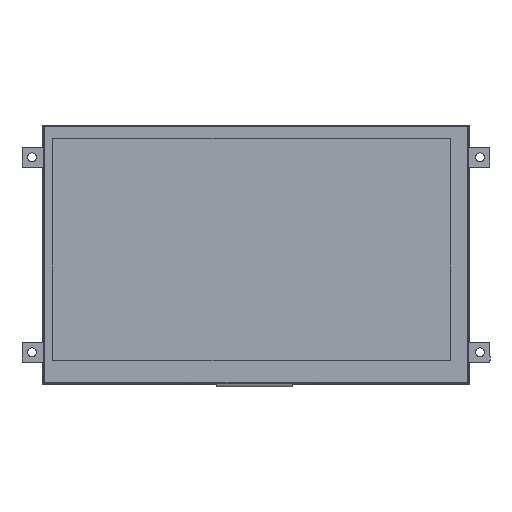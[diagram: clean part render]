
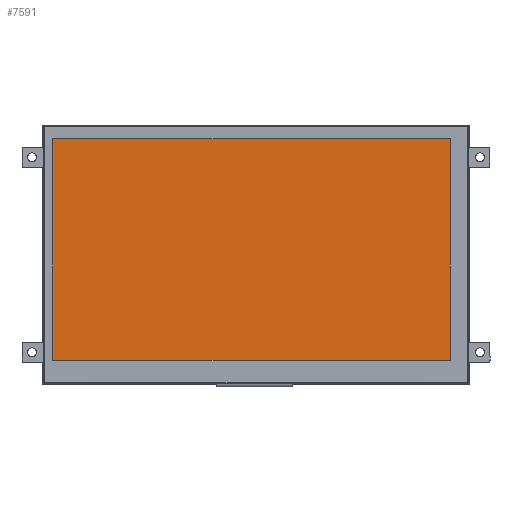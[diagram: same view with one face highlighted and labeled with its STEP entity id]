
A CAD part, top view. The second image highlights one B-rep face of the part: STEP entity #7591.
In plain terms, the highlighted planar face has unit normal (0, 0, 1).
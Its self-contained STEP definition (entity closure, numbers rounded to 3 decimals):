
#229=PLANE('',#8265);
#590=FACE_OUTER_BOUND('',#991,.T.);
#991=EDGE_LOOP('',(#6123,#6124,#6125,#6126));
#1563=LINE('',#11632,#2491);
#1567=LINE('',#11639,#2495);
#1570=LINE('',#11645,#2498);
#1572=LINE('',#11648,#2500);
#2491=VECTOR('',#9535,10.);
#2495=VECTOR('',#9541,10.);
#2498=VECTOR('',#9546,10.);
#2500=VECTOR('',#9550,10.);
#3573=VERTEX_POINT('',#11629);
#3574=VERTEX_POINT('',#11631);
#3576=VERTEX_POINT('',#11637);
#3578=VERTEX_POINT('',#11643);
#4483=EDGE_CURVE('',#3573,#3574,#1563,.T.);
#4487=EDGE_CURVE('',#3576,#3573,#1567,.T.);
#4490=EDGE_CURVE('',#3578,#3576,#1570,.T.);
#4492=EDGE_CURVE('',#3574,#3578,#1572,.T.);
#6123=ORIENTED_EDGE('',*,*,#4492,.F.);
#6124=ORIENTED_EDGE('',*,*,#4483,.F.);
#6125=ORIENTED_EDGE('',*,*,#4487,.F.);
#6126=ORIENTED_EDGE('',*,*,#4490,.F.);
#7591=ADVANCED_FACE('',(#590),#229,.F.);
#8265=AXIS2_PLACEMENT_3D('',#11649,#9551,#9552);
#9535=DIRECTION('',(0.,1.,0.));
#9541=DIRECTION('',(-1.,0.,0.));
#9546=DIRECTION('',(0.,-1.,0.));
#9550=DIRECTION('',(1.,0.,0.));
#9551=DIRECTION('center_axis',(0.,0.,-1.));
#9552=DIRECTION('ref_axis',(-1.,0.,0.));
#11629=CARTESIAN_POINT('',(4.335,10.12,5.4));
#11631=CARTESIAN_POINT('',(4.335,96.04,5.4));
#11632=CARTESIAN_POINT('',(4.335,10.12,5.4));
#11637=CARTESIAN_POINT('',(158.55,10.12,5.4));
#11639=CARTESIAN_POINT('',(158.55,10.12,5.4));
#11643=CARTESIAN_POINT('',(158.55,96.04,5.4));
#11645=CARTESIAN_POINT('',(158.55,96.04,5.4));
#11648=CARTESIAN_POINT('',(4.335,96.04,5.4));
#11649=CARTESIAN_POINT('Origin',(81.443,53.08,5.4));
